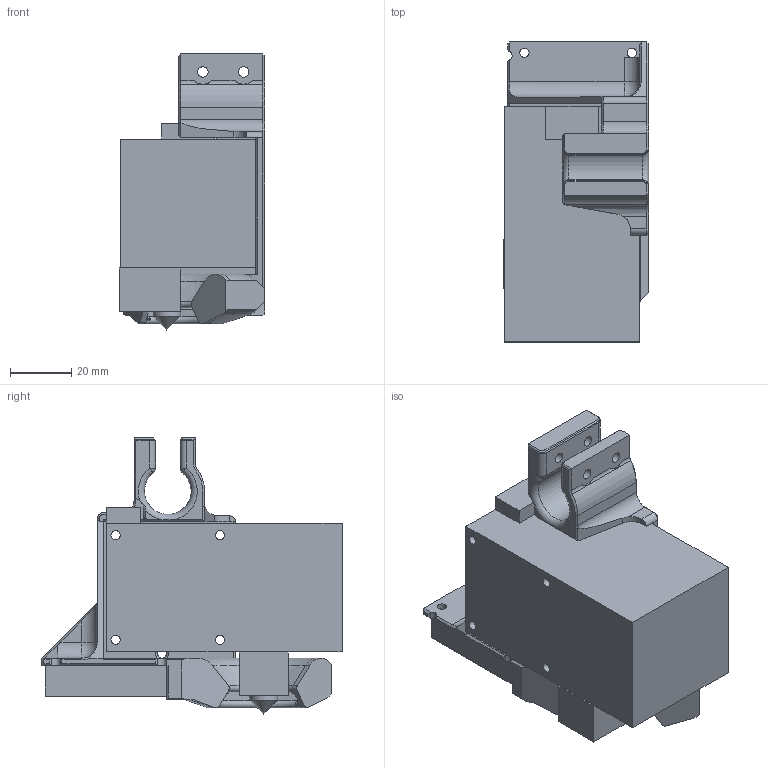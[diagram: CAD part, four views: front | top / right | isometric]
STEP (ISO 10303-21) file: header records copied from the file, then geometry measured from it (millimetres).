
FILE_DESCRIPTION( ( '' ), ' ' );
FILE_NAME( '5e52500a3348ec1357aecc03.step', '2020-02-23T10:12:26', ( '' ), ( '' ), ' ', ' ', ' ' );
FILE_SCHEMA( ( 'AUTOMOTIVE_DESIGN { 1 0 10303 214 1 1 1 1 }' ) );
Length unit declared in the file: metre
Products named in the file (3): Mounting; Blower Fan; Hemera Mock
Bounding box: 47.4 x 97.74 x 89.9 mm (x, y, z)
Volume: 191942.7 mm3; surface area: 47987.6 mm2
Topology: 3 solids, 4 shells, 288 faces, 738 edges, 449 vertices
Faces by surface type: plane 158, cylinder 58, cone 36, bspline 24, torus 7, sphere 5
Full cylindrical faces by diameter (mm): 3 x13, 3.4 x8, 6 x1, 9 x1, 12 x1, 30 x1
Entity records: 14195 total; most frequent: CARTESIAN_POINT 5134, ORIENTED_EDGE 1386, DIRECTION 1338, EDGE_CURVE 693, AXIS2_PLACEMENT_3D 460, VERTEX_POINT 442, LINE 418, VECTOR 418
